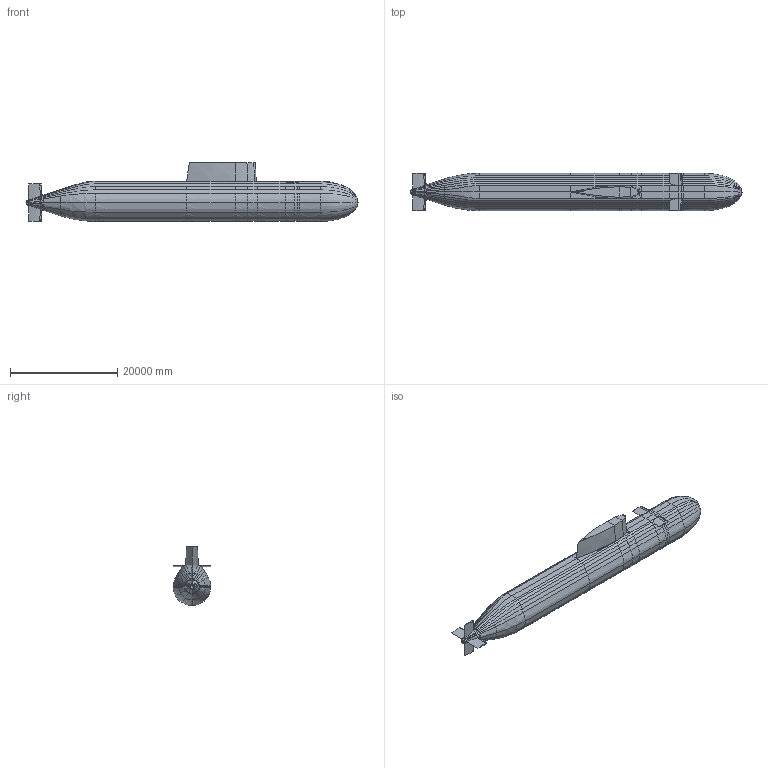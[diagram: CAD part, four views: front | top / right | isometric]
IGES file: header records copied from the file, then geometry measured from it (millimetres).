
Global section: file name: 65HBeTSSi_mod_p2.igs; native system: Rhinoceros ( May 22 2017 ); preprocessor: Trout Lake IGES 012 May 22 2017; date: 190116.195703; units: metre
Bounding box: 62000 x 7000 x 11000 mm (x, y, z)
Surface area: 1457818374.3 mm2 (no closed solid volume)
Topology: 0 solids, 0 shells, 400 faces, 1600 edges, 1542 vertices
Faces by surface type: bspline 400
